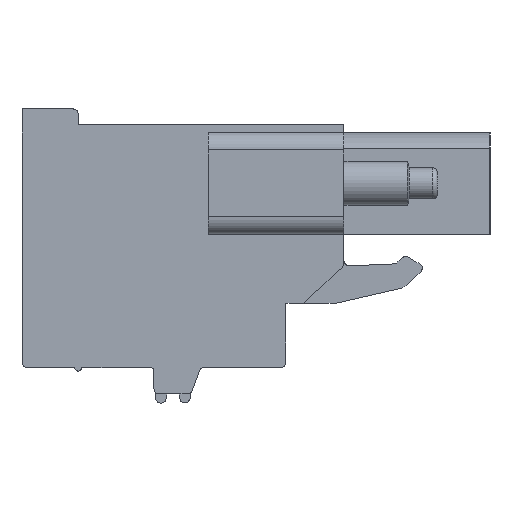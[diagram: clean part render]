
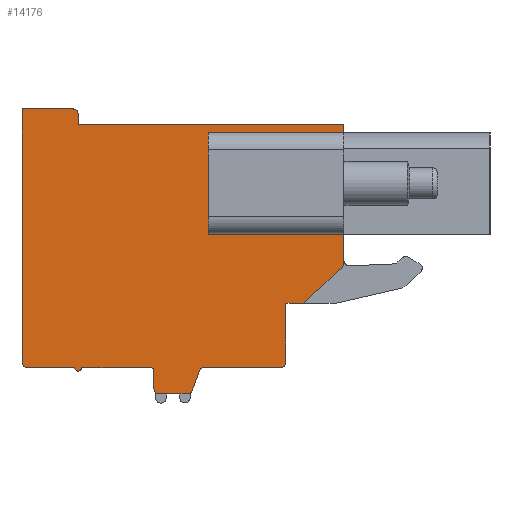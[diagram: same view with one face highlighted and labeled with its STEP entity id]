
A CAD part, left-side view. The second image highlights one B-rep face of the part: STEP entity #14176.
In plain terms, the highlighted planar face has unit normal (-1, 0, 0).
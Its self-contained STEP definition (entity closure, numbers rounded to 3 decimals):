
#2486=DIRECTION('',(0.,1.,0.));
#2487=VECTOR('',#2486,6.1);
#2488=CARTESIAN_POINT('',(-61.58,-4.06,0.73));
#2489=LINE('',#2488,#2487);
#2490=DIRECTION('',(0.,1.,0.));
#2491=VECTOR('',#2490,6.1);
#2492=CARTESIAN_POINT('',(-61.58,-4.06,6.53));
#2493=LINE('',#2492,#2491);
#2494=DIRECTION('',(0.,0.,-1.));
#2495=VECTOR('',#2494,7.87);
#2496=CARTESIAN_POINT('',(-61.58,-5.66,6.96));
#2497=LINE('',#2496,#2495);
#2498=CARTESIAN_POINT('',(-61.58,-5.36,-0.91));
#2499=DIRECTION('',(1.,0.,0.));
#2500=DIRECTION('',(0.,-1.,0.));
#2501=AXIS2_PLACEMENT_3D('',#2498,#2499,#2500);
#2503=DIRECTION('',(0.,0.731,-0.683));
#2504=VECTOR('',#2503,3.018);
#2505=CARTESIAN_POINT('',(-61.58,-5.565,-1.129));
#2506=LINE('',#2505,#2504);
#2507=DIRECTION('',(0.,1.,0.));
#2508=VECTOR('',#2507,1.);
#2509=CARTESIAN_POINT('',(-61.58,-3.36,-3.19));
#2510=LINE('',#2509,#2508);
#2511=DIRECTION('',(0.,0.,-1.));
#2512=VECTOR('',#2511,3.35);
#2513=CARTESIAN_POINT('',(-61.58,-2.36,-3.19));
#2514=LINE('',#2513,#2512);
#2515=CARTESIAN_POINT('',(-61.58,-2.06,-6.54));
#2516=DIRECTION('',(1.,0.,0.));
#2517=DIRECTION('',(0.,-1.,0.));
#2518=AXIS2_PLACEMENT_3D('',#2515,#2516,#2517);
#2520=DIRECTION('',(0.,1.,0.));
#2521=VECTOR('',#2520,4.34);
#2522=CARTESIAN_POINT('',(-61.58,-2.06,-6.84));
#2523=LINE('',#2522,#2521);
#2524=CARTESIAN_POINT('',(-61.58,2.28,-7.14));
#2525=DIRECTION('',(-1.,0.,0.));
#2526=DIRECTION('',(0.,0.,1.));
#2527=AXIS2_PLACEMENT_3D('',#2524,#2525,#2526);
#2529=DIRECTION('',(0.,0.345,-0.939));
#2530=VECTOR('',#2529,1.179);
#2531=CARTESIAN_POINT('',(-61.58,2.562,-7.037));
#2532=LINE('',#2531,#2530);
#2533=CARTESIAN_POINT('',(-61.58,3.25,-8.04));
#2534=DIRECTION('',(1.,0.,0.));
#2535=DIRECTION('',(0.,-0.939,-0.345));
#2536=AXIS2_PLACEMENT_3D('',#2533,#2534,#2535);
#2538=DIRECTION('',(0.,1.,0.));
#2539=VECTOR('',#2538,1.59);
#2540=CARTESIAN_POINT('',(-61.58,3.25,-8.34));
#2541=LINE('',#2540,#2539);
#2542=CARTESIAN_POINT('',(-61.58,4.84,-8.04));
#2543=DIRECTION('',(1.,0.,0.));
#2544=DIRECTION('',(0.,0.,-1.));
#2545=AXIS2_PLACEMENT_3D('',#2542,#2543,#2544);
#2547=DIRECTION('',(0.,0.,1.));
#2548=VECTOR('',#2547,1.);
#2549=CARTESIAN_POINT('',(-61.58,5.14,-8.04));
#2550=LINE('',#2549,#2548);
#2551=CARTESIAN_POINT('',(-61.58,5.34,-7.04));
#2552=DIRECTION('',(-1.,0.,0.));
#2553=DIRECTION('',(0.,-1.,0.));
#2554=AXIS2_PLACEMENT_3D('',#2551,#2552,#2553);
#2556=DIRECTION('',(0.,1.,0.));
#2557=VECTOR('',#2556,3.9);
#2558=CARTESIAN_POINT('',(-61.58,5.34,-6.84));
#2559=LINE('',#2558,#2557);
#2560=CARTESIAN_POINT('',(-61.58,9.44,-6.84));
#2561=DIRECTION('',(1.,0.,0.));
#2562=DIRECTION('',(0.,-1.,0.));
#2563=AXIS2_PLACEMENT_3D('',#2560,#2561,#2562);
#2565=DIRECTION('',(0.,1.,0.));
#2566=VECTOR('',#2565,2.7);
#2567=CARTESIAN_POINT('',(-61.58,9.64,-6.84));
#2568=LINE('',#2567,#2566);
#2569=CARTESIAN_POINT('',(-61.58,12.34,-6.54));
#2570=DIRECTION('',(1.,0.,0.));
#2571=DIRECTION('',(0.,0.,-1.));
#2572=AXIS2_PLACEMENT_3D('',#2569,#2570,#2571);
#2574=DIRECTION('',(0.,0.,1.));
#2575=VECTOR('',#2574,14.4);
#2576=CARTESIAN_POINT('',(-61.58,12.64,-6.54));
#2577=LINE('',#2576,#2575);
#2578=DIRECTION('',(0.,-1.,0.));
#2579=VECTOR('',#2578,2.9);
#2580=CARTESIAN_POINT('',(-61.58,12.64,7.86));
#2581=LINE('',#2580,#2579);
#2582=CARTESIAN_POINT('',(-61.58,9.74,7.56));
#2583=DIRECTION('',(1.,0.,0.));
#2584=DIRECTION('',(0.,0.,1.));
#2585=AXIS2_PLACEMENT_3D('',#2582,#2583,#2584);
#2587=DIRECTION('',(0.,0.,-1.));
#2588=VECTOR('',#2587,0.6);
#2589=CARTESIAN_POINT('',(-61.58,9.44,7.56));
#2590=LINE('',#2589,#2588);
#2591=DIRECTION('',(0.,-1.,0.));
#2592=VECTOR('',#2591,15.1);
#2593=CARTESIAN_POINT('',(-61.58,9.44,6.96));
#2594=LINE('',#2593,#2592);
#2646=DIRECTION('',(0.,0.,1.));
#2647=VECTOR('',#2646,5.8);
#2648=CARTESIAN_POINT('',(-61.58,2.04,0.73));
#2649=LINE('',#2648,#2647);
#2751=DIRECTION('',(0.,0.,1.));
#2752=VECTOR('',#2751,5.8);
#2753=CARTESIAN_POINT('',(-61.58,-4.06,0.73));
#2754=LINE('',#2753,#2752);
#8165=CARTESIAN_POINT('',(-61.58,9.44,6.96));
#8166=CARTESIAN_POINT('',(-61.58,-5.66,6.96));
#8167=VERTEX_POINT('',#8165);
#8168=VERTEX_POINT('',#8166);
#8169=CARTESIAN_POINT('',(-61.58,-5.66,-0.91));
#8170=CARTESIAN_POINT('',(-61.58,-5.565,-1.129));
#8171=VERTEX_POINT('',#8169);
#8172=VERTEX_POINT('',#8170);
#8173=CARTESIAN_POINT('',(-61.58,-3.36,-3.19));
#8174=VERTEX_POINT('',#8173);
#8175=CARTESIAN_POINT('',(-61.58,-2.36,-3.19));
#8176=VERTEX_POINT('',#8175);
#8177=CARTESIAN_POINT('',(-61.58,-2.36,-6.54));
#8178=VERTEX_POINT('',#8177);
#8179=CARTESIAN_POINT('',(-61.58,-2.06,-6.84));
#8180=VERTEX_POINT('',#8179);
#8181=CARTESIAN_POINT('',(-61.58,2.28,-6.84));
#8182=VERTEX_POINT('',#8181);
#8183=CARTESIAN_POINT('',(-61.58,2.562,-7.037));
#8184=VERTEX_POINT('',#8183);
#8185=CARTESIAN_POINT('',(-61.58,2.968,-8.143));
#8186=VERTEX_POINT('',#8185);
#8187=CARTESIAN_POINT('',(-61.58,3.25,-8.34));
#8188=VERTEX_POINT('',#8187);
#8189=CARTESIAN_POINT('',(-61.58,4.84,-8.34));
#8190=VERTEX_POINT('',#8189);
#8191=CARTESIAN_POINT('',(-61.58,5.14,-8.04));
#8192=VERTEX_POINT('',#8191);
#8193=CARTESIAN_POINT('',(-61.58,5.14,-7.04));
#8194=VERTEX_POINT('',#8193);
#8195=CARTESIAN_POINT('',(-61.58,5.34,-6.84));
#8196=VERTEX_POINT('',#8195);
#8197=CARTESIAN_POINT('',(-61.58,9.24,-6.84));
#8198=VERTEX_POINT('',#8197);
#8199=CARTESIAN_POINT('',(-61.58,9.64,-6.84));
#8200=VERTEX_POINT('',#8199);
#8201=CARTESIAN_POINT('',(-61.58,12.34,-6.84));
#8202=VERTEX_POINT('',#8201);
#8203=CARTESIAN_POINT('',(-61.58,12.64,-6.54));
#8204=VERTEX_POINT('',#8203);
#8205=CARTESIAN_POINT('',(-61.58,12.64,7.86));
#8206=VERTEX_POINT('',#8205);
#8207=CARTESIAN_POINT('',(-61.58,9.74,7.86));
#8208=VERTEX_POINT('',#8207);
#8209=CARTESIAN_POINT('',(-61.58,9.44,7.56));
#8210=VERTEX_POINT('',#8209);
#10511=CARTESIAN_POINT('',(-61.58,2.04,0.73));
#10512=CARTESIAN_POINT('',(-61.58,2.04,6.53));
#10513=VERTEX_POINT('',#10511);
#10514=VERTEX_POINT('',#10512);
#10547=CARTESIAN_POINT('',(-61.58,-4.06,0.73));
#10548=CARTESIAN_POINT('',(-61.58,-4.06,6.53));
#10549=VERTEX_POINT('',#10547);
#10550=VERTEX_POINT('',#10548);
#14114=CARTESIAN_POINT('',(-61.58,0.,0.));
#14115=DIRECTION('',(1.,0.,0.));
#14116=DIRECTION('',(0.,-1.,0.));
#14117=AXIS2_PLACEMENT_3D('',#14114,#14115,#14116);
#14118=PLANE('',#14117);
#14119=ORIENTED_EDGE('',*,*,#10799,.T.);
#14121=ORIENTED_EDGE('',*,*,#14120,.T.);
#14123=ORIENTED_EDGE('',*,*,#14122,.T.);
#14125=ORIENTED_EDGE('',*,*,#14124,.T.);
#14127=ORIENTED_EDGE('',*,*,#14126,.T.);
#14129=ORIENTED_EDGE('',*,*,#14128,.T.);
#14131=ORIENTED_EDGE('',*,*,#14130,.T.);
#14133=ORIENTED_EDGE('',*,*,#14132,.T.);
#14135=ORIENTED_EDGE('',*,*,#14134,.T.);
#14137=ORIENTED_EDGE('',*,*,#14136,.T.);
#14139=ORIENTED_EDGE('',*,*,#14138,.T.);
#14141=ORIENTED_EDGE('',*,*,#14140,.T.);
#14143=ORIENTED_EDGE('',*,*,#14142,.T.);
#14145=ORIENTED_EDGE('',*,*,#14144,.T.);
#14147=ORIENTED_EDGE('',*,*,#14146,.T.);
#14149=ORIENTED_EDGE('',*,*,#14148,.T.);
#14151=ORIENTED_EDGE('',*,*,#14150,.T.);
#14153=ORIENTED_EDGE('',*,*,#14152,.T.);
#14155=ORIENTED_EDGE('',*,*,#14154,.T.);
#14157=ORIENTED_EDGE('',*,*,#14156,.T.);
#14159=ORIENTED_EDGE('',*,*,#14158,.T.);
#14161=ORIENTED_EDGE('',*,*,#14160,.T.);
#14163=ORIENTED_EDGE('',*,*,#14162,.T.);
#14164=EDGE_LOOP('',(#14119,#14121,#14123,#14125,#14127,#14129,#14131,#14133,
#14135,#14137,#14139,#14141,#14143,#14145,#14147,#14149,#14151,#14153,#14155,
#14157,#14159,#14161,#14163));
#14165=FACE_OUTER_BOUND('',#14164,.F.);
#14167=ORIENTED_EDGE('',*,*,#14166,.F.);
#14169=ORIENTED_EDGE('',*,*,#14168,.T.);
#14171=ORIENTED_EDGE('',*,*,#14170,.T.);
#14173=ORIENTED_EDGE('',*,*,#14172,.F.);
#14174=EDGE_LOOP('',(#14167,#14169,#14171,#14173));
#14175=FACE_BOUND('',#14174,.F.);
#14176=ADVANCED_FACE('',(#14165,#14175),#14118,.F.);
#2502=CIRCLE('',#2501,0.3);
#2519=CIRCLE('',#2518,0.3);
#2528=CIRCLE('',#2527,0.3);
#2537=CIRCLE('',#2536,0.3);
#2546=CIRCLE('',#2545,0.3);
#2555=CIRCLE('',#2554,0.2);
#2564=CIRCLE('',#2563,0.2);
#2573=CIRCLE('',#2572,0.3);
#2586=CIRCLE('',#2585,0.3);
#10799=EDGE_CURVE('',#8168,#8171,#2497,.T.);
#14120=EDGE_CURVE('',#8171,#8172,#2502,.T.);
#14122=EDGE_CURVE('',#8172,#8174,#2506,.T.);
#14124=EDGE_CURVE('',#8174,#8176,#2510,.T.);
#14126=EDGE_CURVE('',#8176,#8178,#2514,.T.);
#14128=EDGE_CURVE('',#8178,#8180,#2519,.T.);
#14130=EDGE_CURVE('',#8180,#8182,#2523,.T.);
#14132=EDGE_CURVE('',#8182,#8184,#2528,.T.);
#14134=EDGE_CURVE('',#8184,#8186,#2532,.T.);
#14136=EDGE_CURVE('',#8186,#8188,#2537,.T.);
#14138=EDGE_CURVE('',#8188,#8190,#2541,.T.);
#14140=EDGE_CURVE('',#8190,#8192,#2546,.T.);
#14142=EDGE_CURVE('',#8192,#8194,#2550,.T.);
#14144=EDGE_CURVE('',#8194,#8196,#2555,.T.);
#14146=EDGE_CURVE('',#8196,#8198,#2559,.T.);
#14148=EDGE_CURVE('',#8198,#8200,#2564,.T.);
#14150=EDGE_CURVE('',#8200,#8202,#2568,.T.);
#14152=EDGE_CURVE('',#8202,#8204,#2573,.T.);
#14154=EDGE_CURVE('',#8204,#8206,#2577,.T.);
#14156=EDGE_CURVE('',#8206,#8208,#2581,.T.);
#14158=EDGE_CURVE('',#8208,#8210,#2586,.T.);
#14160=EDGE_CURVE('',#8210,#8167,#2590,.T.);
#14162=EDGE_CURVE('',#8167,#8168,#2594,.T.);
#14166=EDGE_CURVE('',#10549,#10513,#2489,.T.);
#14168=EDGE_CURVE('',#10549,#10550,#2754,.T.);
#14170=EDGE_CURVE('',#10550,#10514,#2493,.T.);
#14172=EDGE_CURVE('',#10513,#10514,#2649,.T.);
